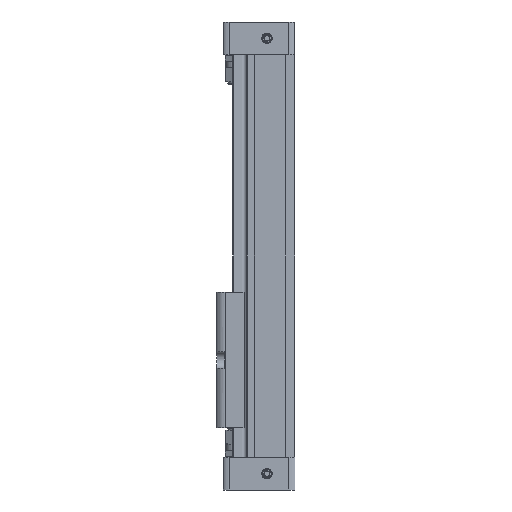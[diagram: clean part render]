
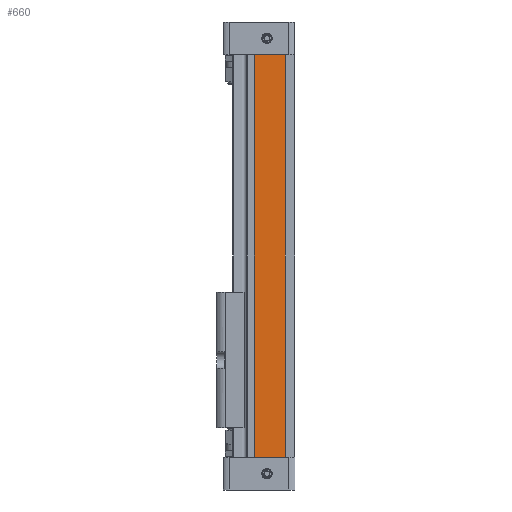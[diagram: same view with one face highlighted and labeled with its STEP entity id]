
A CAD part, left-side view. The second image highlights one B-rep face of the part: STEP entity #660.
In plain terms, the highlighted planar face has unit normal (-1, 0, 0).
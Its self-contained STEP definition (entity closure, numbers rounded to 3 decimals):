
#660 = ADVANCED_FACE( '', ( #1426 ), #1427, .F. );
#1426 = FACE_OUTER_BOUND( '', #2411, .T. );
#1427 = PLANE( '', #2412 );
#2411 = EDGE_LOOP( '', ( #3967, #3968, #3969, #3970 ) );
#2412 = AXIS2_PLACEMENT_3D( '', #3971, #3972, #3973 );
#3967 = ORIENTED_EDGE( '', *, *, #5670, .T. );
#3968 = ORIENTED_EDGE( '', *, *, #6065, .F. );
#3969 = ORIENTED_EDGE( '', *, *, #5915, .F. );
#3970 = ORIENTED_EDGE( '', *, *, #6066, .T. );
#3971 = CARTESIAN_POINT( '', ( -15.1, 19.276, 96.65 ) );
#3972 = DIRECTION( '', ( 1., 0., 0. ) );
#3973 = DIRECTION( '', ( 0., 0., -1. ) );
#5670 = EDGE_CURVE( '', #6712, #6713, #6714, .T. );
#5915 = EDGE_CURVE( '', #7122, #7123, #7124, .T. );
#6065 = EDGE_CURVE( '', #7123, #6713, #7349, .T. );
#6066 = EDGE_CURVE( '', #7122, #6712, #7350, .T. );
#6712 = VERTEX_POINT( '', #8175 );
#6713 = VERTEX_POINT( '', #8176 );
#6714 = LINE( '', #8177, #8178 );
#7122 = VERTEX_POINT( '', #8776 );
#7123 = VERTEX_POINT( '', #8777 );
#7124 = LINE( '', #8778, #8779 );
#7349 = LINE( '', #9096, #9097 );
#7350 = LINE( '', #9098, #9099 );
#8175 = CARTESIAN_POINT( '', ( -15.1, 19.276, -96.65 ) );
#8176 = CARTESIAN_POINT( '', ( -15.1, 4.724, -96.65 ) );
#8177 = CARTESIAN_POINT( '', ( -15.1, 19.276, -96.65 ) );
#8178 = VECTOR( '', #10001, 1000. );
#8776 = CARTESIAN_POINT( '', ( -15.1, 19.276, 96.65 ) );
#8777 = CARTESIAN_POINT( '', ( -15.1, 4.724, 96.65 ) );
#8778 = CARTESIAN_POINT( '', ( -15.1, 19.276, 96.65 ) );
#8779 = VECTOR( '', #10344, 1000. );
#9096 = CARTESIAN_POINT( '', ( -15.1, 4.724, 96.65 ) );
#9097 = VECTOR( '', #10555, 1000. );
#9098 = CARTESIAN_POINT( '', ( -15.1, 19.276, 96.65 ) );
#9099 = VECTOR( '', #10556, 1000. );
#10001 = DIRECTION( '', ( 0., -1., 0. ) );
#10344 = DIRECTION( '', ( 0., -1., 0. ) );
#10555 = DIRECTION( '', ( 0., 0., -1. ) );
#10556 = DIRECTION( '', ( 0., 0., -1. ) );
